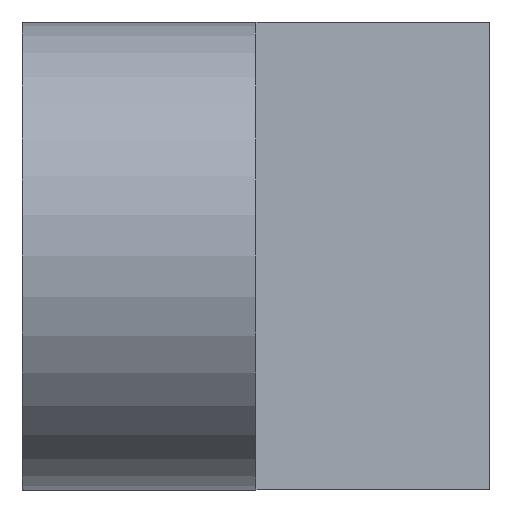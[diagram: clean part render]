
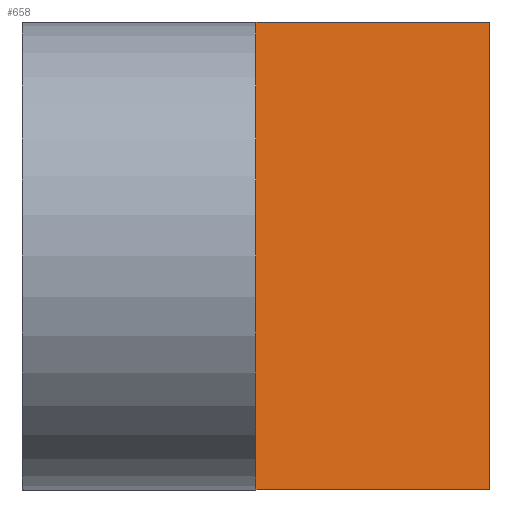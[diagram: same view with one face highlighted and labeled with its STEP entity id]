
A CAD part, left-side view. The second image highlights one B-rep face of the part: STEP entity #658.
In plain terms, the highlighted planar face has unit normal (-0.707, -0.707, 0).
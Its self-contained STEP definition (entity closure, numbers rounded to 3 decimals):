
#64=FACE_OUTER_BOUND('',#100,.T.);
#100=EDGE_LOOP('',(#513,#514,#515,#516));
#145=LINE('',#1004,#221);
#172=LINE('',#1063,#248);
#173=LINE('',#1065,#249);
#174=LINE('',#1066,#250);
#221=VECTOR('',#813,10.);
#248=VECTOR('',#860,10.);
#249=VECTOR('',#861,10.);
#250=VECTOR('',#862,10.);
#299=VERTEX_POINT('',#1002);
#300=VERTEX_POINT('',#1003);
#322=VERTEX_POINT('',#1062);
#323=VERTEX_POINT('',#1064);
#369=EDGE_CURVE('',#299,#300,#145,.T.);
#398=EDGE_CURVE('',#300,#322,#172,.T.);
#399=EDGE_CURVE('',#323,#322,#173,.T.);
#400=EDGE_CURVE('',#323,#299,#174,.T.);
#513=ORIENTED_EDGE('',*,*,#398,.T.);
#514=ORIENTED_EDGE('',*,*,#399,.F.);
#515=ORIENTED_EDGE('',*,*,#400,.T.);
#516=ORIENTED_EDGE('',*,*,#369,.T.);
#628=PLANE('',#718);
#658=ADVANCED_FACE('',(#64),#628,.T.);
#718=AXIS2_PLACEMENT_3D('',#1061,#858,#859);
#813=DIRECTION('',(0.,0.,-1.));
#858=DIRECTION('center_axis',(-0.707,-0.707,0.));
#859=DIRECTION('ref_axis',(0.,0.,1.));
#860=DIRECTION('',(0.707,-0.707,0.));
#861=DIRECTION('',(0.,0.,-1.));
#862=DIRECTION('',(-0.707,0.707,0.));
#1002=CARTESIAN_POINT('',(-10.688,70.3,47.406));
#1003=CARTESIAN_POINT('',(-10.688,70.3,41.406));
#1004=CARTESIAN_POINT('',(-10.688,70.3,45.906));
#1061=CARTESIAN_POINT('Origin',(-9.188,68.8,45.906));
#1062=CARTESIAN_POINT('',(-7.688,67.3,41.406));
#1063=CARTESIAN_POINT('',(-11.391,71.003,41.406));
#1064=CARTESIAN_POINT('',(-7.688,67.3,47.406));
#1065=CARTESIAN_POINT('',(-7.688,67.3,41.406));
#1066=CARTESIAN_POINT('',(-10.241,69.853,47.406));
